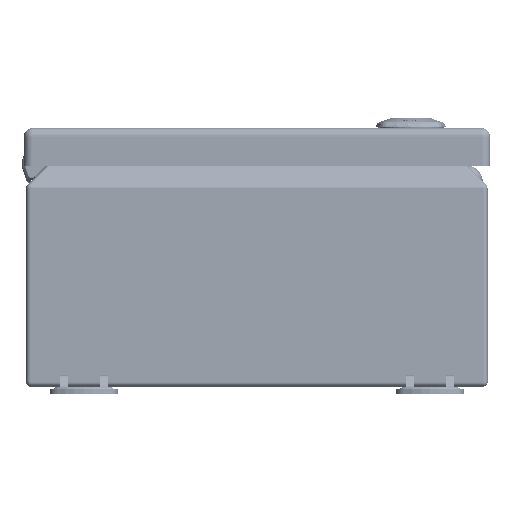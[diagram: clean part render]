
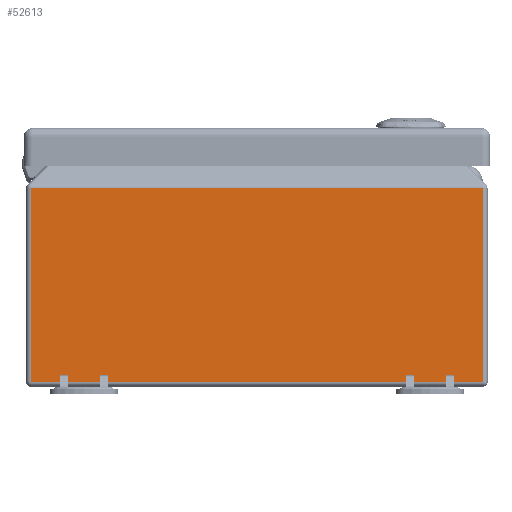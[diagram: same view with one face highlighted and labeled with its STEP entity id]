
A CAD part, front view. The second image highlights one B-rep face of the part: STEP entity #52613.
In plain terms, the highlighted planar face has unit normal (0, -1, 0).
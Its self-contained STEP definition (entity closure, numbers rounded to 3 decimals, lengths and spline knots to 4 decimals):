
#7391=FACE_OUTER_BOUND('',#10608,.T.);
#10608=EDGE_LOOP('',(#35545,#35546,#35547,#35548));
#14060=LINE('',#74726,#17945);
#14062=LINE('',#74739,#17947);
#14063=LINE('',#74743,#17948);
#14064=LINE('',#74744,#17949);
#17945=VECTOR('',#61605,0.3937);
#17947=VECTOR('',#61623,0.3937);
#17948=VECTOR('',#61628,0.3937);
#17949=VECTOR('',#61629,0.3937);
#21808=VERTEX_POINT('',#74723);
#21809=VERTEX_POINT('',#74725);
#21812=VERTEX_POINT('',#74738);
#21813=VERTEX_POINT('',#74742);
#27066=EDGE_CURVE('',#21808,#21809,#14060,.T.);
#27073=EDGE_CURVE('',#21809,#21812,#14062,.T.);
#27075=EDGE_CURVE('',#21813,#21808,#14063,.T.);
#27076=EDGE_CURVE('',#21812,#21813,#14064,.T.);
#35545=ORIENTED_EDGE('',*,*,#27066,.F.);
#35546=ORIENTED_EDGE('',*,*,#27075,.F.);
#35547=ORIENTED_EDGE('',*,*,#27076,.F.);
#35548=ORIENTED_EDGE('',*,*,#27073,.F.);
#51181=PLANE('',#56728);
#52613=ADVANCED_FACE('',(#7391),#51181,.F.);
#56728=AXIS2_PLACEMENT_3D('',#74741,#61626,#61627);
#61605=DIRECTION('',(0.,0.,1.));
#61623=DIRECTION('',(1.,0.,0.));
#61626=DIRECTION('center_axis',(0.,1.,0.));
#61627=DIRECTION('ref_axis',(0.,0.,1.));
#61628=DIRECTION('',(-1.,0.,0.));
#61629=DIRECTION('',(0.,0.,-1.));
#74723=CARTESIAN_POINT('',(-3.916,-5.,0.084));
#74725=CARTESIAN_POINT('',(-3.916,-5.,3.4372));
#74726=CARTESIAN_POINT('',(-3.916,-5.,2.0646));
#74738=CARTESIAN_POINT('',(3.916,-5.,3.4372));
#74739=CARTESIAN_POINT('',(0.,-5.,3.4372));
#74741=CARTESIAN_POINT('Origin',(0.,-5.,1.736));
#74742=CARTESIAN_POINT('',(3.916,-5.,0.084));
#74743=CARTESIAN_POINT('',(0.,-5.,0.084));
#74744=CARTESIAN_POINT('',(3.916,-5.,2.0436));
